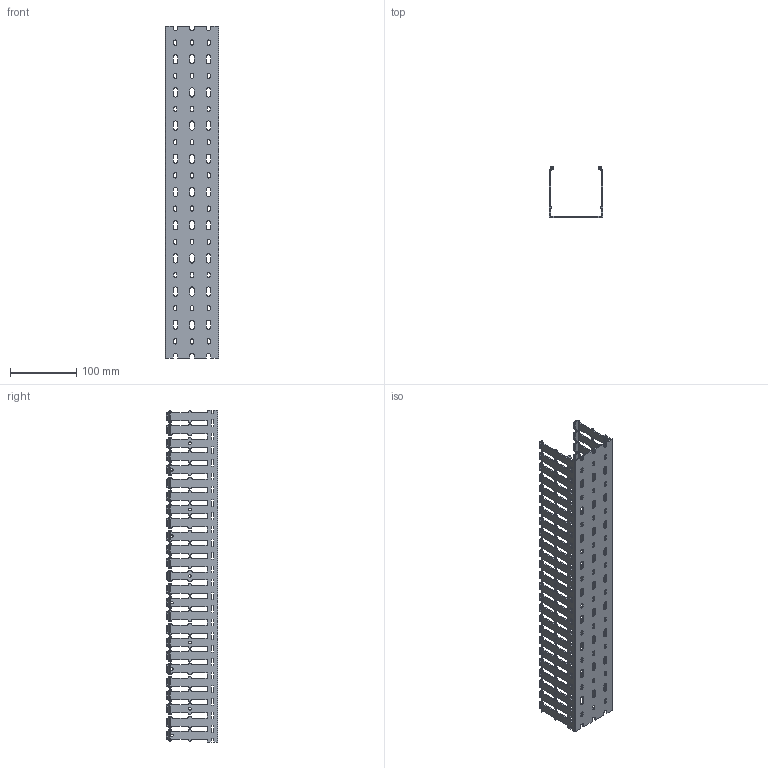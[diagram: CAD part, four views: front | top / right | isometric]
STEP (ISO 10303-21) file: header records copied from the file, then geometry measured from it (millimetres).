
FILE_DESCRIPTION (( 'STEP AP214' ), '1' );
FILE_NAME ('盷贄鍧闉鍕_RL_Corpo_T1_080x080.STEP', '2018-11-14T08:37:30', ( '' ), ( '' ), 'SwSTEP 2.0', 'SolidWorks 2016', '' );
FILE_SCHEMA (( 'AUTOMOTIVE_DESIGN' ));
Length unit declared in the file: millimetre
Products named in the file (1): 盷贄鍧闉鍕_RL_Corpo_T1_080x080
Bounding box: 80 x 77.23 x 500 mm (x, y, z)
Volume: 169552.1 mm3; surface area: 206206.2 mm2
Topology: 1 solids, 1 shells, 2404 faces, 7206 edges, 4804 vertices
Faces by surface type: cylinder 1346, plane 1058
Full cylindrical faces by diameter (mm): 4 x20
Entity records: 85484 total; most frequent: CARTESIAN_POINT 20663, ORIENTED_EDGE 14372, DIRECTION 12988, EDGE_CURVE 7186, VERTEX_POINT 4804, AXIS2_PLACEMENT_3D 4497, LINE 3994, VECTOR 3994
